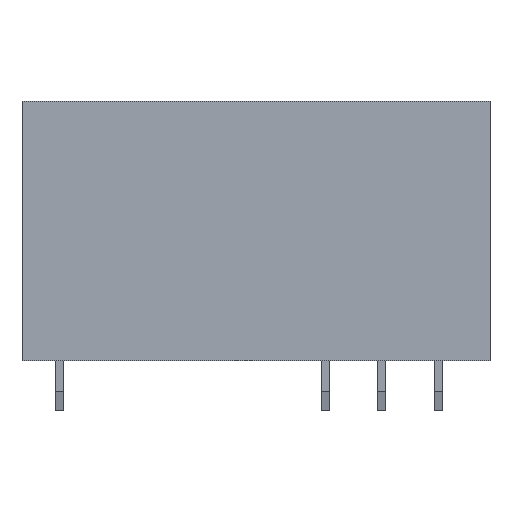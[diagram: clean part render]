
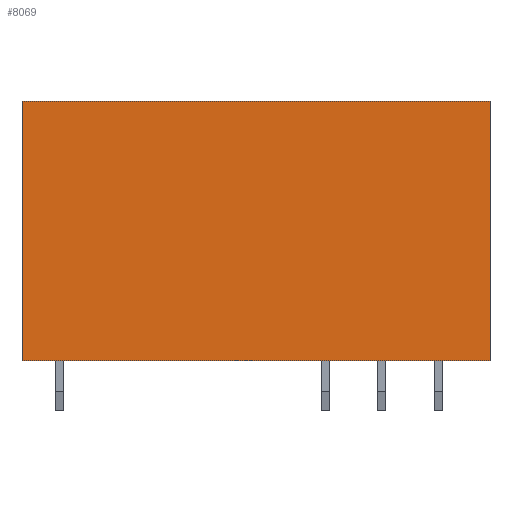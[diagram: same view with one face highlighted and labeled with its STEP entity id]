
A CAD part, front view. The second image highlights one B-rep face of the part: STEP entity #8069.
In plain terms, the highlighted planar face has unit normal (0, -1, 0).
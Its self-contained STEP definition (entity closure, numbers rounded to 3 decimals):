
#151 = CARTESIAN_POINT ( 'NONE',  ( 14.5, -6.35, -0.4 ) ) ;
#502 = DIRECTION ( 'NONE',  ( -1., 0., 0. ) ) ;
#862 = VECTOR ( 'NONE', #502, 1000. ) ;
#955 = EDGE_CURVE ( 'NONE', #14821, #13035, #9626, .T. ) ;
#1310 = FACE_OUTER_BOUND ( 'NONE', #4895, .T. ) ;
#1940 = EDGE_CURVE ( 'NONE', #3041, #14821, #2487, .T. ) ;
#2245 = LINE ( 'NONE', #7047, #7896 ) ;
#2487 = LINE ( 'NONE', #6401, #9008 ) ;
#2916 = AXIS2_PLACEMENT_3D ( 'NONE', #10880, #8480, #13309 ) ;
#3041 = VERTEX_POINT ( 'NONE', #10370 ) ;
#4678 = CARTESIAN_POINT ( 'NONE',  ( -14.5, -6.35, -0.4 ) ) ;
#4840 = DIRECTION ( 'NONE',  ( 1., 0., 0. ) ) ;
#4895 = EDGE_LOOP ( 'NONE', ( #5542, #10752, #14029, #5748 ) ) ;
#5542 = ORIENTED_EDGE ( 'NONE', *, *, #9220, .T. ) ;
#5748 = ORIENTED_EDGE ( 'NONE', *, *, #1940, .F. ) ;
#6401 = CARTESIAN_POINT ( 'NONE',  ( -14.5, -6.35, 15.7 ) ) ;
#7047 = CARTESIAN_POINT ( 'NONE',  ( -14.5, -6.35, 15.7 ) ) ;
#7896 = VECTOR ( 'NONE', #10296, 1000. ) ;
#8069 = ADVANCED_FACE ( 'NONE', ( #1310 ), #10801, .F. ) ;
#8193 = EDGE_CURVE ( 'NONE', #13035, #13713, #10130, .T. ) ;
#8480 = DIRECTION ( 'NONE',  ( 0., 1., 0. ) ) ;
#8589 = DIRECTION ( 'NONE',  ( 0., 0., -1. ) ) ;
#9008 = VECTOR ( 'NONE', #4840, 1000. ) ;
#9220 = EDGE_CURVE ( 'NONE', #3041, #13713, #2245, .T. ) ;
#9323 = CARTESIAN_POINT ( 'NONE',  ( 14.5, -6.35, 15.7 ) ) ;
#9465 = VECTOR ( 'NONE', #8589, 1000. ) ;
#9626 = LINE ( 'NONE', #9785, #9465 ) ;
#9785 = CARTESIAN_POINT ( 'NONE',  ( 14.5, -6.35, 15.7 ) ) ;
#10130 = LINE ( 'NONE', #13777, #862 ) ;
#10296 = DIRECTION ( 'NONE',  ( 0., 0., -1. ) ) ;
#10370 = CARTESIAN_POINT ( 'NONE',  ( -14.5, -6.35, 15.7 ) ) ;
#10752 = ORIENTED_EDGE ( 'NONE', *, *, #8193, .F. ) ;
#10801 = PLANE ( 'NONE',  #2916 ) ;
#10880 = CARTESIAN_POINT ( 'NONE',  ( -14.5, -6.35, 15.7 ) ) ;
#13035 = VERTEX_POINT ( 'NONE', #151 ) ;
#13309 = DIRECTION ( 'NONE',  ( 0., 0., 1. ) ) ;
#13713 = VERTEX_POINT ( 'NONE', #4678 ) ;
#13777 = CARTESIAN_POINT ( 'NONE',  ( 14.5, -6.35, -0.4 ) ) ;
#14029 = ORIENTED_EDGE ( 'NONE', *, *, #955, .F. ) ;
#14821 = VERTEX_POINT ( 'NONE', #9323 ) ;
